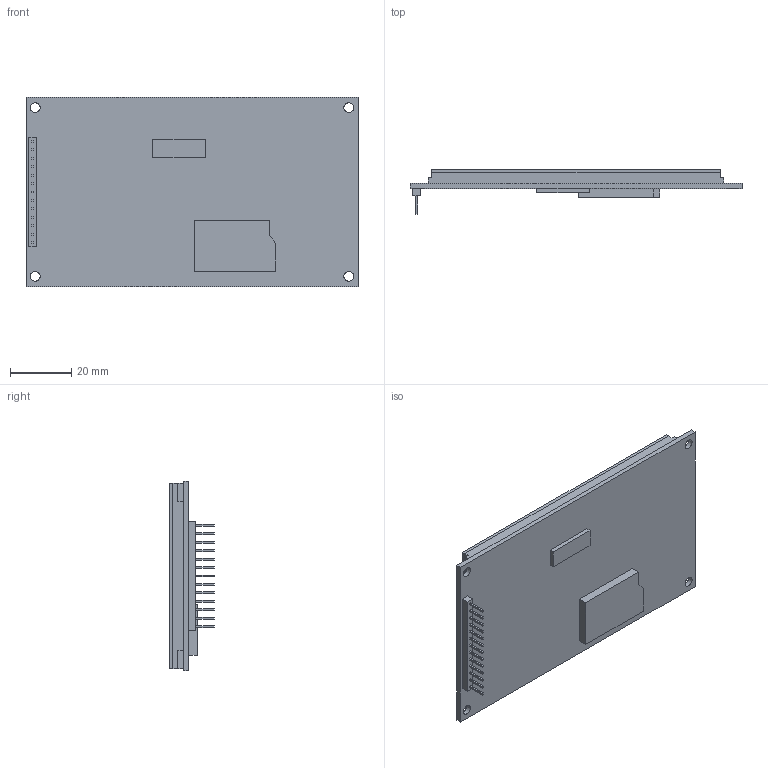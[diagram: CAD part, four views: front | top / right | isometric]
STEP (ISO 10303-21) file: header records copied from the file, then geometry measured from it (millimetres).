
FILE_DESCRIPTION(/* description */ (''),/* implementation_level */ '2;1');
FILE_NAME(/* name */ '4 Inch TFT SPI 480x320 V1.2.step',/* time_stamp */ '2024-05-06T13:25:42+07:00',/* author */ (''),/* organization */ (''),/* preprocessor_version */ 'ST-DEVELOPER v20',/* originating_system */ 'Autodesk Translation Framework v12.20.1.177',/* authorisation */ '');
FILE_SCHEMA (('AUTOMOTIVE_DESIGN { 1 0 10303 214 3 1 1 }'));
Length unit declared in the file: millimetre
Products named in the file (1): 4inch
Bounding box: 108 x 14.5 x 61.65 mm (x, y, z)
Volume: 37776.2 mm3; surface area: 30942.3 mm2
Topology: 6 solids, 6 shells, 128 faces, 306 edges, 204 vertices
Faces by surface type: plane 124, cylinder 4
Full cylindrical faces by diameter (mm): 3.2 x4
Entity records: 3707 total; most frequent: CARTESIAN_POINT 639, ORIENTED_EDGE 612, DIRECTION 572, EDGE_CURVE 306, LINE 298, VECTOR 298, VERTEX_POINT 204, EDGE_LOOP 152
